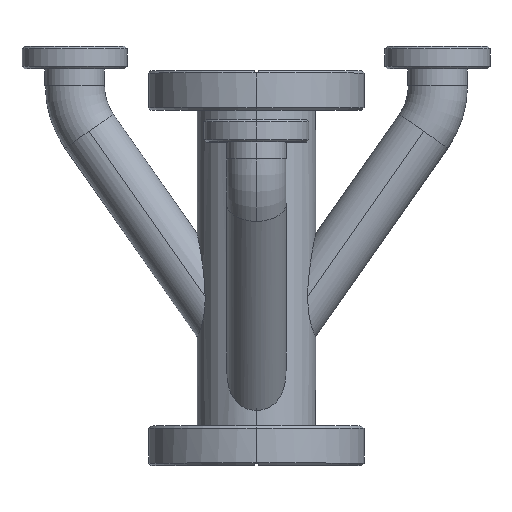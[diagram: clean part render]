
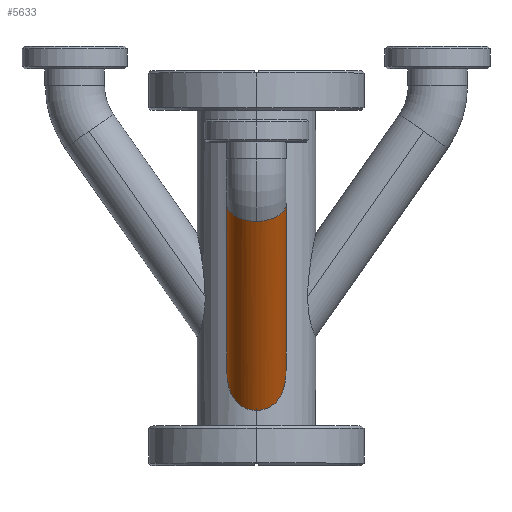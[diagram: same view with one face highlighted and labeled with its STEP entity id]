
A CAD part, top view. The second image highlights one B-rep face of the part: STEP entity #5633.
In plain terms, the highlighted cylindrical face has radius 9.525 mm (diameter 19.05 mm), a partial arc.
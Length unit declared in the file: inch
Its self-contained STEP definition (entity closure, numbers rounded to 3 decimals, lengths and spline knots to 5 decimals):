
#1087 = EDGE_LOOP ( 'NONE', ( #6291, #6290, #6289, #6288, #5720 ) ) ;
#2265 = CYLINDRICAL_SURFACE ( 'NONE', #2579, 0.375 ) ;
#2273 = FACE_OUTER_BOUND ( 'NONE', #1087, .T. ) ;
#2579 = AXIS2_PLACEMENT_3D ( 'NONE', #3131, #3155, #3157 ) ;
#2857 = EDGE_CURVE ( 'NONE', #10978, #10901, #11734, .T. ) ;
#2864 = EDGE_CURVE ( 'NONE', #10903, #10978, #8450, .T. ) ;
#2871 = EDGE_CURVE ( 'NONE', #10974, #10971, #8452, .T. ) ;
#2882 = EDGE_CURVE ( 'NONE', #10903, #10974, #8476, .T. ) ;
#2884 = EDGE_CURVE ( 'NONE', #10901, #10971, #6279, .T. ) ;
#3131 = CARTESIAN_POINT ( 'NONE',  ( 0., 3.30422, 2.11766 ) ) ;
#3155 = DIRECTION ( 'NONE',  ( 0., -0.819, -0.574 ) ) ;
#3157 = DIRECTION ( 'NONE',  ( 1., 0., 0. ) ) ;
#4221 = CARTESIAN_POINT ( 'NONE',  ( -0.375, 3.30422, 2.11766 ) ) ;
#4231 = CARTESIAN_POINT ( 'NONE',  ( -0.3554, 1.01378, 0.66045 ) ) ;
#4234 = CARTESIAN_POINT ( 'NONE',  ( -0.375, 1.2075, 0.64952 ) ) ;
#4268 = CARTESIAN_POINT ( 'NONE',  ( -0.35191, 0.99915, 0.66233 ) ) ;
#4303 = CARTESIAN_POINT ( 'NONE',  ( -0.3644, 1.05775, 0.65556 ) ) ;
#4327 = CARTESIAN_POINT ( 'NONE',  ( -0.37381, 1.14723, 0.65021 ) ) ;
#4359 = CARTESIAN_POINT ( 'NONE',  ( -0.36851, 1.0874, 0.65323 ) ) ;
#4370 = CARTESIAN_POINT ( 'NONE',  ( 0., 0.69721, 0.75 ) ) ;
#4371 = CARTESIAN_POINT ( 'NONE',  ( -0.03021, 0.69721, 0.75 ) ) ;
#4372 = CARTESIAN_POINT ( 'NONE',  ( -0.05995, 0.70088, 0.74818 ) ) ;
#4373 = CARTESIAN_POINT ( 'NONE',  ( -0.11851, 0.71587, 0.74116 ) ) ;
#4374 = CARTESIAN_POINT ( 'NONE',  ( -0.14604, 0.7269, 0.73612 ) ) ;
#4375 = CARTESIAN_POINT ( 'NONE',  ( -0.18456, 0.74855, 0.72706 ) ) ;
#4376 = CARTESIAN_POINT ( 'NONE',  ( -0.19704, 0.75671, 0.72376 ) ) ;
#4377 = CARTESIAN_POINT ( 'NONE',  ( -0.22059, 0.77448, 0.71693 ) ) ;
#4378 = CARTESIAN_POINT ( 'NONE',  ( -0.23164, 0.78406, 0.71342 ) ) ;
#4379 = CARTESIAN_POINT ( 'NONE',  ( -0.25241, 0.80454, 0.70634 ) ) ;
#4380 = CARTESIAN_POINT ( 'NONE',  ( -0.375, 1.17753, 0.64952 ) ) ;
#4381 = CARTESIAN_POINT ( 'NONE',  ( -0.26212, 0.81544, 0.70277 ) ) ;
#4382 = CARTESIAN_POINT ( 'NONE',  ( -0.28029, 0.83855, 0.69572 ) ) ;
#4383 = CARTESIAN_POINT ( 'NONE',  ( -0.28874, 0.85078, 0.69224 ) ) ;
#4384 = CARTESIAN_POINT ( 'NONE',  ( -0.3117, 0.88831, 0.68236 ) ) ;
#4385 = CARTESIAN_POINT ( 'NONE',  ( -0.3241, 0.91477, 0.67645 ) ) ;
#4386 = CARTESIAN_POINT ( 'NONE',  ( -0.33936, 0.95624, 0.66885 ) ) ;
#4387 = CARTESIAN_POINT ( 'NONE',  ( -0.34388, 0.97036, 0.66653 ) ) ;
#5633 = ADVANCED_FACE ( 'NONE', ( #2273 ), #2265, .T. ) ;
#5720 = ORIENTED_EDGE ( 'NONE', *, *, #2871, .F. ) ;
#6279 = B_SPLINE_CURVE_WITH_KNOTS ( 'NONE', 3,
 ( #9647, #9609, #9608, #9607, #9604, #9603, #9601, #9600, #9599, #9598, #9597, #9595, #9594, #9593, #9592, #9591, #9590, #9589, #9587, #9586, #9585, #9584, #9583, #9581, #9579, #9577, #9575, #9574 ),
 .UNSPECIFIED., .F., .F.,
 ( 4, 2, 2, 2, 2, 2, 2, 2, 2, 2, 2, 2, 2, 4 ),
 ( 0.06624, 0.06738, 0.06851, 0.06965, 0.07079, 0.07192, 0.07306, 0.0742, 0.07533, 0.07761, 0.07874, 0.07988, 0.08215, 0.08443 ),
 .UNSPECIFIED. ) ;
#6288 = ORIENTED_EDGE ( 'NONE', *, *, #2884, .T. ) ;
#6289 = ORIENTED_EDGE ( 'NONE', *, *, #2857, .T. ) ;
#6290 = ORIENTED_EDGE ( 'NONE', *, *, #2864, .T. ) ;
#6291 = ORIENTED_EDGE ( 'NONE', *, *, #2882, .F. ) ;
#8441 = VECTOR ( 'NONE', #13523, 39.37008 ) ;
#8450 = LINE ( 'NONE', #4221, #8441 ) ;
#8452 = LINE ( 'NONE', #13380, #8455 ) ;
#8455 = VECTOR ( 'NONE', #13378, 39.37008 ) ;
#8476 = CIRCLE ( 'NONE', #13622, 0.375 ) ;
#9574 = CARTESIAN_POINT ( 'NONE',  ( 0.375, 1.2075, 0.64952 ) ) ;
#9575 = CARTESIAN_POINT ( 'NONE',  ( 0.375, 1.17729, 0.64952 ) ) ;
#9577 = CARTESIAN_POINT ( 'NONE',  ( 0.37381, 1.14734, 0.65021 ) ) ;
#9579 = CARTESIAN_POINT ( 'NONE',  ( 0.36855, 1.08779, 0.65321 ) ) ;
#9581 = CARTESIAN_POINT ( 'NONE',  ( 0.36448, 1.05823, 0.65552 ) ) ;
#9583 = CARTESIAN_POINT ( 'NONE',  ( 0.35552, 1.01429, 0.66039 ) ) ;
#9584 = CARTESIAN_POINT ( 'NONE',  ( 0.35204, 0.99965, 0.66226 ) ) ;
#9585 = CARTESIAN_POINT ( 'NONE',  ( 0.34404, 0.97087, 0.66645 ) ) ;
#9586 = CARTESIAN_POINT ( 'NONE',  ( 0.33953, 0.95673, 0.66877 ) ) ;
#9587 = CARTESIAN_POINT ( 'NONE',  ( 0.32428, 0.91516, 0.67637 ) ) ;
#9589 = CARTESIAN_POINT ( 'NONE',  ( 0.31185, 0.88857, 0.6823 ) ) ;
#9590 = CARTESIAN_POINT ( 'NONE',  ( 0.28873, 0.85075, 0.69225 ) ) ;
#9591 = CARTESIAN_POINT ( 'NONE',  ( 0.28032, 0.8386, 0.69571 ) ) ;
#9592 = CARTESIAN_POINT ( 'NONE',  ( 0.26226, 0.8156, 0.70272 ) ) ;
#9593 = CARTESIAN_POINT ( 'NONE',  ( 0.25256, 0.8047, 0.70628 ) ) ;
#9594 = CARTESIAN_POINT ( 'NONE',  ( 0.23174, 0.78415, 0.71338 ) ) ;
#9595 = CARTESIAN_POINT ( 'NONE',  ( 0.22053, 0.77443, 0.71695 ) ) ;
#9597 = CARTESIAN_POINT ( 'NONE',  ( 0.19703, 0.7567, 0.72376 ) ) ;
#9598 = CARTESIAN_POINT ( 'NONE',  ( 0.18475, 0.74867, 0.72701 ) ) ;
#9599 = CARTESIAN_POINT ( 'NONE',  ( 0.15914, 0.73424, 0.73304 ) ) ;
#9600 = CARTESIAN_POINT ( 'NONE',  ( 0.1458, 0.72785, 0.73583 ) ) ;
#9601 = CARTESIAN_POINT ( 'NONE',  ( 0.11801, 0.71673, 0.74079 ) ) ;
#9603 = CARTESIAN_POINT ( 'NONE',  ( 0.10373, 0.71209, 0.74293 ) ) ;
#9604 = CARTESIAN_POINT ( 'NONE',  ( 0.07484, 0.70469, 0.7464 ) ) ;
#9607 = CARTESIAN_POINT ( 'NONE',  ( 0.06017, 0.70191, 0.74773 ) ) ;
#9608 = CARTESIAN_POINT ( 'NONE',  ( 0.03034, 0.69816, 0.74953 ) ) ;
#9609 = CARTESIAN_POINT ( 'NONE',  ( 0.01508, 0.69721, 0.75 ) ) ;
#9647 = CARTESIAN_POINT ( 'NONE',  ( 0., 0.69721, 0.75 ) ) ;
#9648 = DIRECTION ( 'NONE',  ( -1., 0., 0. ) ) ;
#9650 = DIRECTION ( 'NONE',  ( 0., 0.819, 0.574 ) ) ;
#9691 = CARTESIAN_POINT ( 'NONE',  ( 0., 3.30422, 2.11766 ) ) ;
#10901 = VERTEX_POINT ( 'NONE', #13251 ) ;
#10903 = VERTEX_POINT ( 'NONE', #13254 ) ;
#10971 = VERTEX_POINT ( 'NONE', #13373 ) ;
#10974 = VERTEX_POINT ( 'NONE', #13379 ) ;
#10978 = VERTEX_POINT ( 'NONE', #13386 ) ;
#11734 = B_SPLINE_CURVE_WITH_KNOTS ( 'NONE', 3,
 ( #4234, #4380, #4327, #4359, #4303, #4231, #4268, #4387, #4386, #4385, #4384, #4383, #4382, #4381, #4379, #4378, #4377, #4376, #4375, #4374, #4373, #4372, #4371, #4370 ),
 .UNSPECIFIED., .F., .F.,
 ( 4, 2, 2, 2, 2, 2, 2, 2, 2, 2, 2, 4 ),
 ( 0.04803, 0.05031, 0.05258, 0.05372, 0.05486, 0.05714, 0.05827, 0.05941, 0.06055, 0.06169, 0.06396, 0.06624 ),
 .UNSPECIFIED. ) ;
#13251 = CARTESIAN_POINT ( 'NONE',  ( 0., 0.69721, 0.75 ) ) ;
#13254 = CARTESIAN_POINT ( 'NONE',  ( -0.375, 3.30422, 2.11766 ) ) ;
#13373 = CARTESIAN_POINT ( 'NONE',  ( 0.375, 1.2075, 0.64952 ) ) ;
#13378 = DIRECTION ( 'NONE',  ( 0., -0.819, -0.574 ) ) ;
#13379 = CARTESIAN_POINT ( 'NONE',  ( 0.375, 3.30422, 2.11766 ) ) ;
#13380 = CARTESIAN_POINT ( 'NONE',  ( 0.375, 3.30422, 2.11766 ) ) ;
#13386 = CARTESIAN_POINT ( 'NONE',  ( -0.375, 1.2075, 0.64952 ) ) ;
#13523 = DIRECTION ( 'NONE',  ( 0., -0.819, -0.574 ) ) ;
#13622 = AXIS2_PLACEMENT_3D ( 'NONE', #9691, #9650, #9648 ) ;
